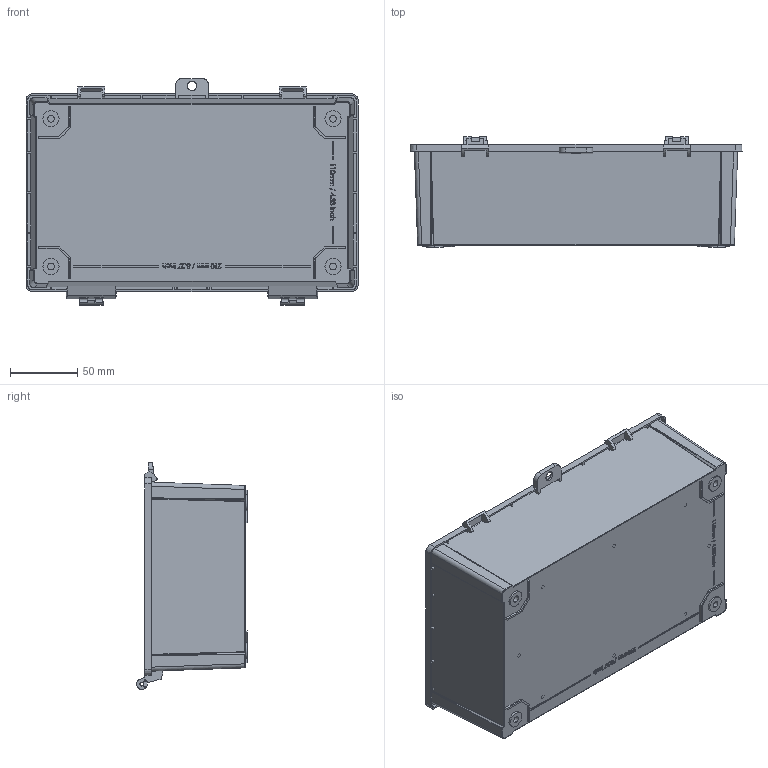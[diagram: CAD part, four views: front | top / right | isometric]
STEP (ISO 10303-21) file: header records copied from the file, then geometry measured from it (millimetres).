
FILE_DESCRIPTION (( 'STEP AP214' ), '1' );
FILE_NAME ('Fibox_CAB_2515B.STEP', '2012-07-11T11:04:53', ( 'KennethW' ), ( 'Microsoft' ), 'SwSTEP 2.0', 'SolidWorks 2011', '' );
FILE_SCHEMA (( 'AUTOMOTIVE_DESIGN' ));
Length unit declared in the file: millimetre
Products named in the file (1): Fibox_CAB_2515B
Bounding box: 247.17 x 82.5 x 169 mm (x, y, z)
Volume: 331246.2 mm3; surface area: 191508.7 mm2
Topology: 1 solids, 1 shells, 1041 faces, 2813 edges, 1838 vertices
Faces by surface type: plane 607, bspline 201, cylinder 127, cone 82, torus 16, sphere 8
Entity records: 46999 total; most frequent: CARTESIAN_POINT 19715, ORIENTED_EDGE 5610, DIRECTION 4104, EDGE_CURVE 2805, VERTEX_POINT 1838, VECTOR 1726, LINE 1726, AXIS2_PLACEMENT_3D 1189
